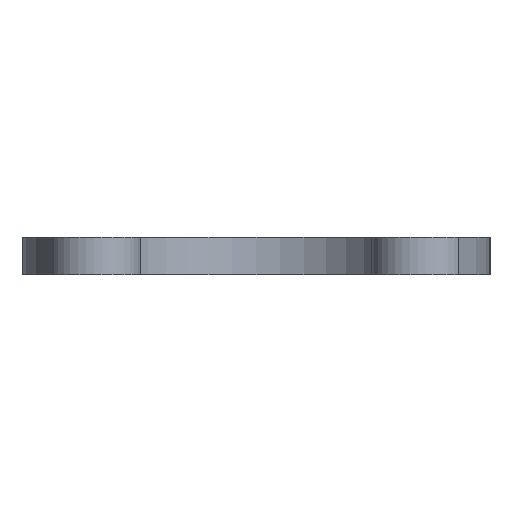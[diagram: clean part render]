
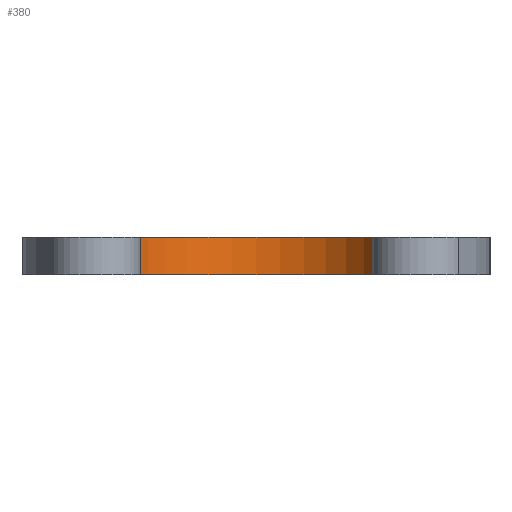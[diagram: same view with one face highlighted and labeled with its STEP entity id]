
A CAD part, front view. The second image highlights one B-rep face of the part: STEP entity #380.
In plain terms, the highlighted cylindrical face has radius 15 mm (diameter 30 mm), a partial arc.
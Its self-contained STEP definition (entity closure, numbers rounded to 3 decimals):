
#1 = CIRCLE ( 'NONE', #521, 15. ) ;
#11 = VERTEX_POINT ( 'NONE', #17 ) ;
#17 = CARTESIAN_POINT ( 'NONE',  ( -15., 0., 4. ) ) ;
#107 = EDGE_CURVE ( 'NONE', #814, #462, #1, .T. ) ;
#119 = CARTESIAN_POINT ( 'NONE',  ( 0., 0., 4. ) ) ;
#164 = EDGE_CURVE ( 'NONE', #11, #623, #926, .T. ) ;
#183 = CARTESIAN_POINT ( 'NONE',  ( 15., 0., 4. ) ) ;
#202 = DIRECTION ( 'NONE',  ( -1., 0., 0. ) ) ;
#204 = DIRECTION ( 'NONE',  ( 1., 0., 0. ) ) ;
#261 = AXIS2_PLACEMENT_3D ( 'NONE', #978, #659, #202 ) ;
#270 = ORIENTED_EDGE ( 'NONE', *, *, #107, .T. ) ;
#276 = CARTESIAN_POINT ( 'NONE',  ( 15., 0., 0. ) ) ;
#280 = LINE ( 'NONE', #763, #878 ) ;
#303 = EDGE_CURVE ( 'NONE', #11, #814, #280, .T. ) ;
#339 = AXIS2_PLACEMENT_3D ( 'NONE', #119, #898, #204 ) ;
#349 = DIRECTION ( 'NONE',  ( 0., 0., -1. ) ) ;
#380 = ADVANCED_FACE ( 'NONE', ( #973 ), #787, .F. ) ;
#427 = DIRECTION ( 'NONE',  ( 0., 0., -1. ) ) ;
#440 = CARTESIAN_POINT ( 'NONE',  ( -15., 0., 0. ) ) ;
#458 = LINE ( 'NONE', #498, #669 ) ;
#462 = VERTEX_POINT ( 'NONE', #276 ) ;
#498 = CARTESIAN_POINT ( 'NONE',  ( 15., 0., 4. ) ) ;
#521 = AXIS2_PLACEMENT_3D ( 'NONE', #652, #427, #891 ) ;
#546 = ORIENTED_EDGE ( 'NONE', *, *, #303, .T. ) ;
#623 = VERTEX_POINT ( 'NONE', #183 ) ;
#625 = EDGE_CURVE ( 'NONE', #623, #462, #458, .T. ) ;
#652 = CARTESIAN_POINT ( 'NONE',  ( 0., 0., 0. ) ) ;
#659 = DIRECTION ( 'NONE',  ( 0., 0., -1. ) ) ;
#669 = VECTOR ( 'NONE', #349, 1000. ) ;
#754 = DIRECTION ( 'NONE',  ( 0., 0., -1. ) ) ;
#763 = CARTESIAN_POINT ( 'NONE',  ( -15., 0., 4. ) ) ;
#787 = CYLINDRICAL_SURFACE ( 'NONE', #261, 15. ) ;
#814 = VERTEX_POINT ( 'NONE', #440 ) ;
#844 = EDGE_LOOP ( 'NONE', ( #890, #989, #546, #270 ) ) ;
#878 = VECTOR ( 'NONE', #754, 1000. ) ;
#890 = ORIENTED_EDGE ( 'NONE', *, *, #625, .F. ) ;
#891 = DIRECTION ( 'NONE',  ( 1., 0., 0. ) ) ;
#898 = DIRECTION ( 'NONE',  ( 0., 0., -1. ) ) ;
#926 = CIRCLE ( 'NONE', #339, 15. ) ;
#973 = FACE_OUTER_BOUND ( 'NONE', #844, .T. ) ;
#978 = CARTESIAN_POINT ( 'NONE',  ( 0., 0., 4. ) ) ;
#989 = ORIENTED_EDGE ( 'NONE', *, *, #164, .F. ) ;
